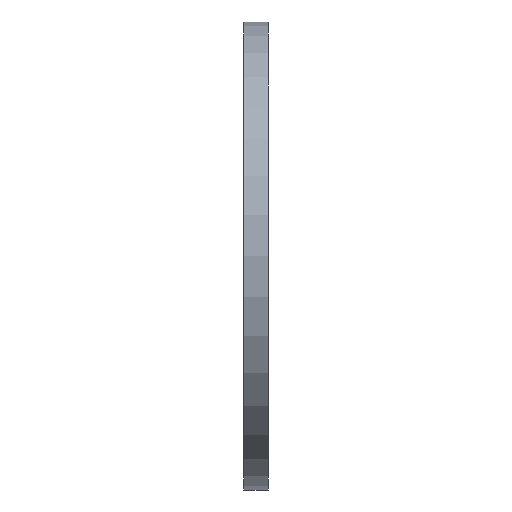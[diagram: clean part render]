
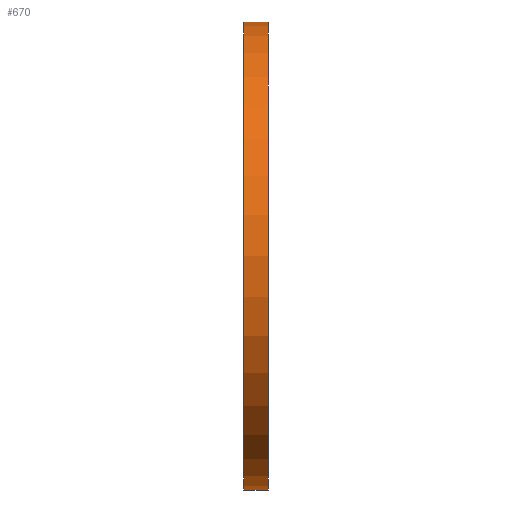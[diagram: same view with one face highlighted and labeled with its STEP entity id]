
A CAD part, left-side view. The second image highlights one B-rep face of the part: STEP entity #670.
In plain terms, the highlighted cylindrical face has radius 80.5 mm (diameter 161 mm), a partial arc.
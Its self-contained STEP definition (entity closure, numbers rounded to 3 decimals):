
#106 = ORIENTED_EDGE ( 'NONE', *, *, #443, .F. ) ;
#117 = CARTESIAN_POINT ( 'NONE',  ( 0., 0., 0. ) ) ;
#209 = VERTEX_POINT ( 'NONE', #681 ) ;
#214 = ORIENTED_EDGE ( 'NONE', *, *, #1439, .T. ) ;
#256 = CIRCLE ( 'NONE', #1541, 80.5 ) ;
#305 = VERTEX_POINT ( 'NONE', #1319 ) ;
#405 = ORIENTED_EDGE ( 'NONE', *, *, #1348, .F. ) ;
#443 = EDGE_CURVE ( 'NONE', #209, #305, #494, .T. ) ;
#494 = LINE ( 'NONE', #882, #830 ) ;
#499 = CIRCLE ( 'NONE', #1037, 80.5 ) ;
#562 = EDGE_CURVE ( 'NONE', #1549, #305, #499, .T. ) ;
#670 = ADVANCED_FACE ( 'NONE', ( #978 ), #954, .T. ) ;
#681 = CARTESIAN_POINT ( 'NONE',  ( 0., 8.5, 80.5 ) ) ;
#760 = DIRECTION ( 'NONE',  ( 0., 1., 0. ) ) ;
#812 = DIRECTION ( 'NONE',  ( 0., 0., -1. ) ) ;
#830 = VECTOR ( 'NONE', #1537, 1000. ) ;
#848 = DIRECTION ( 'NONE',  ( 0., 1., 0. ) ) ;
#882 = CARTESIAN_POINT ( 'NONE',  ( 0., 8.5, 80.5 ) ) ;
#954 = CYLINDRICAL_SURFACE ( 'NONE', #1275, 80.5 ) ;
#978 = FACE_OUTER_BOUND ( 'NONE', #1046, .T. ) ;
#1034 = CARTESIAN_POINT ( 'NONE',  ( 0., 8.5, -80.5 ) ) ;
#1037 = AXIS2_PLACEMENT_3D ( 'NONE', #117, #760, #1415 ) ;
#1046 = EDGE_LOOP ( 'NONE', ( #106, #405, #214, #1668 ) ) ;
#1174 = CARTESIAN_POINT ( 'NONE',  ( 0., 8.5, -80.5 ) ) ;
#1275 = AXIS2_PLACEMENT_3D ( 'NONE', #1464, #1613, #812 ) ;
#1298 = VECTOR ( 'NONE', #1953, 1000. ) ;
#1310 = LINE ( 'NONE', #1174, #1298 ) ;
#1319 = CARTESIAN_POINT ( 'NONE',  ( 0., 0., 80.5 ) ) ;
#1348 = EDGE_CURVE ( 'NONE', #1740, #209, #256, .T. ) ;
#1415 = DIRECTION ( 'NONE',  ( 0., 0., 1. ) ) ;
#1439 = EDGE_CURVE ( 'NONE', #1740, #1549, #1310, .T. ) ;
#1464 = CARTESIAN_POINT ( 'NONE',  ( 0., 8.5, 0. ) ) ;
#1467 = DIRECTION ( 'NONE',  ( 0., 0., 1. ) ) ;
#1537 = DIRECTION ( 'NONE',  ( 0., -1., 0. ) ) ;
#1541 = AXIS2_PLACEMENT_3D ( 'NONE', #1784, #848, #1467 ) ;
#1549 = VERTEX_POINT ( 'NONE', #1865 ) ;
#1613 = DIRECTION ( 'NONE',  ( 0., -1., 0. ) ) ;
#1668 = ORIENTED_EDGE ( 'NONE', *, *, #562, .T. ) ;
#1740 = VERTEX_POINT ( 'NONE', #1034 ) ;
#1784 = CARTESIAN_POINT ( 'NONE',  ( 0., 8.5, 0. ) ) ;
#1865 = CARTESIAN_POINT ( 'NONE',  ( 0., 0., -80.5 ) ) ;
#1953 = DIRECTION ( 'NONE',  ( 0., -1., 0. ) ) ;
